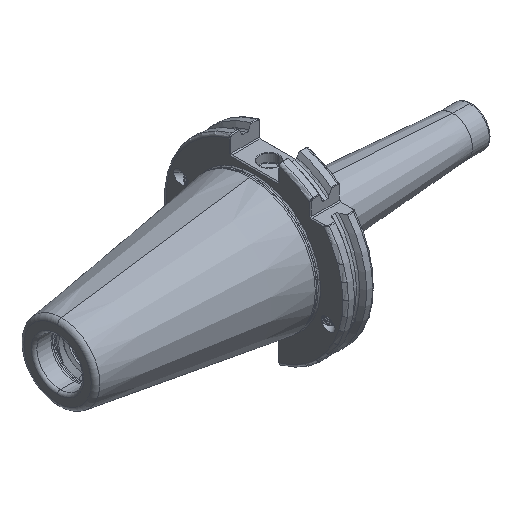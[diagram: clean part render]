
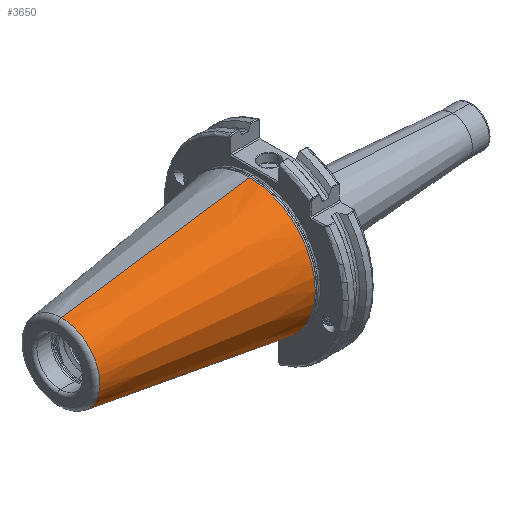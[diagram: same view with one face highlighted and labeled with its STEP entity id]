
A CAD part, isometric view. The second image highlights one B-rep face of the part: STEP entity #3650.
In plain terms, the highlighted conical face has half-angle 8.297 degrees and reference radius 35.392 mm.
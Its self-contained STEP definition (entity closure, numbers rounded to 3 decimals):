
#1159 = EDGE_LOOP ( 'NONE', ( #5514, #5521, #5519, #5523, #5522 ) ) ;
#1900 = VECTOR ( 'NONE', #4919, 1000. ) ;
#1902 = VECTOR ( 'NONE', #4928, 1000. ) ;
#1903 = AXIS2_PLACEMENT_3D ( 'NONE', #4946, #4947, #4948 ) ;
#3650 = ADVANCED_FACE ( 'NONE', ( #17773 ), #20042, .T. ) ;
#4917 = LINE ( 'NONE', #4918, #1900 ) ;
#4918 = CARTESIAN_POINT ( 'NONE',  ( 0., 0., 35.392 ) ) ;
#4919 = DIRECTION ( 'NONE',  ( 0.99, 0., 0.144 ) ) ;
#4926 = LINE ( 'NONE', #4927, #1902 ) ;
#4927 = CARTESIAN_POINT ( 'NONE',  ( 0., 0., -35.392 ) ) ;
#4928 = DIRECTION ( 'NONE',  ( 0.99, 0., -0.144 ) ) ;
#4946 = CARTESIAN_POINT ( 'NONE',  ( -2.5, 0., 0. ) ) ;
#4947 = DIRECTION ( 'NONE',  ( 1., 0., 0. ) ) ;
#4948 = DIRECTION ( 'NONE',  ( 0., 1., 0. ) ) ;
#5514 = ORIENTED_EDGE ( 'NONE', *, *, #18414, .F. ) ;
#5519 = ORIENTED_EDGE ( 'NONE', *, *, #18417, .T. ) ;
#5521 = ORIENTED_EDGE ( 'NONE', *, *, #12942, .T. ) ;
#5522 = ORIENTED_EDGE ( 'NONE', *, *, #18424, .F. ) ;
#5523 = ORIENTED_EDGE ( 'NONE', *, *, #12938, .F. ) ;
#6983 = VERTEX_POINT ( 'NONE', #20497 ) ;
#6997 = VERTEX_POINT ( 'NONE', #20516 ) ;
#7011 = VERTEX_POINT ( 'NONE', #20530 ) ;
#7072 = VERTEX_POINT ( 'NONE', #20591 ) ;
#9501 = CIRCLE ( 'NONE', #14551, 35.027 ) ;
#9505 = CIRCLE ( 'NONE', #14555, 20.399 ) ;
#9605 = CIRCLE ( 'NONE', #1903, 35.027 ) ;
#9684 = VERTEX_POINT ( 'NONE', #20605 ) ;
#12938 = EDGE_CURVE ( 'NONE', #7072, #9684, #9501, .T. ) ;
#12942 = EDGE_CURVE ( 'NONE', #6983, #6997, #9505, .T. ) ;
#13983 = CARTESIAN_POINT ( 'NONE',  ( 0., 0., 0. ) ) ;
#13984 = DIRECTION ( 'NONE',  ( 1., 0., 0. ) ) ;
#13985 = DIRECTION ( 'NONE',  ( 0., 0., -1. ) ) ;
#14551 = AXIS2_PLACEMENT_3D ( 'NONE', #18988, #18989, #18990 ) ;
#14555 = AXIS2_PLACEMENT_3D ( 'NONE', #19000, #19001, #19002 ) ;
#17773 = FACE_OUTER_BOUND ( 'NONE', #1159, .T. ) ;
#17783 = AXIS2_PLACEMENT_3D ( 'NONE', #13983, #13984, #13985 ) ;
#18414 = EDGE_CURVE ( 'NONE', #6983, #7011, #4917, .T. ) ;
#18417 = EDGE_CURVE ( 'NONE', #6997, #9684, #4926, .T. ) ;
#18424 = EDGE_CURVE ( 'NONE', #7011, #7072, #9605, .T. ) ;
#18988 = CARTESIAN_POINT ( 'NONE',  ( -2.5, 0., 0. ) ) ;
#18989 = DIRECTION ( 'NONE',  ( 1., 0., 0. ) ) ;
#18990 = DIRECTION ( 'NONE',  ( 0., 1., 0. ) ) ;
#19000 = CARTESIAN_POINT ( 'NONE',  ( -102.811, 0., 0. ) ) ;
#19001 = DIRECTION ( 'NONE',  ( 1., 0., 0. ) ) ;
#19002 = DIRECTION ( 'NONE',  ( 0., 0., 1. ) ) ;
#20042 = CONICAL_SURFACE ( 'NONE', #17783, 35.392, 0.145 ) ;
#20497 = CARTESIAN_POINT ( 'NONE',  ( -102.811, 0., 20.399 ) ) ;
#20516 = CARTESIAN_POINT ( 'NONE',  ( -102.811, 0., -20.399 ) ) ;
#20530 = CARTESIAN_POINT ( 'NONE',  ( -2.5, 0., 35.027 ) ) ;
#20591 = CARTESIAN_POINT ( 'NONE',  ( -2.5, -35.027, 0. ) ) ;
#20605 = CARTESIAN_POINT ( 'NONE',  ( -2.5, 0., -35.027 ) ) ;
